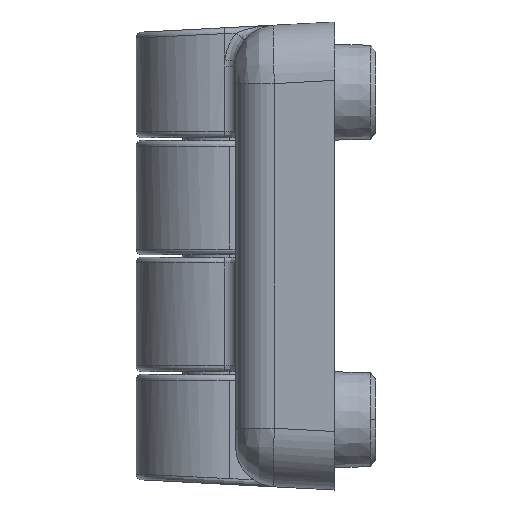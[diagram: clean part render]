
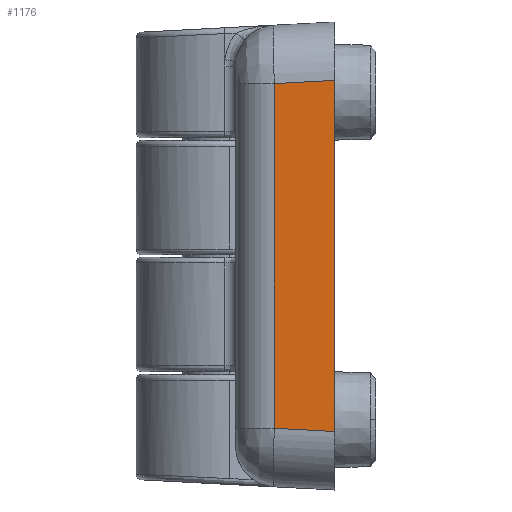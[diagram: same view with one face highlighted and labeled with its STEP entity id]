
A CAD part, left-side view. The second image highlights one B-rep face of the part: STEP entity #1176.
In plain terms, the highlighted planar face has unit normal (-0.999, 0.052, 0).
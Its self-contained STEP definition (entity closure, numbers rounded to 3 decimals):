
#1176=ADVANCED_FACE('NONE',(#2608),#2609,.T.);
#2608=FACE_OUTER_BOUND('',#6749,.T.);
#2609=PLANE('',#6750);
#6749=EDGE_LOOP('',(#12099,#12100,#12101,#12102));
#6750=AXIS2_PLACEMENT_3D('',#12103,#12104,#12105);
#12099=ORIENTED_EDGE('',*,*,#15275,.F.);
#12100=ORIENTED_EDGE('',*,*,#15218,.T.);
#12101=ORIENTED_EDGE('',*,*,#15277,.T.);
#12102=ORIENTED_EDGE('',*,*,#15182,.F.);
#12103=CARTESIAN_POINT('',(-63.5,0.534,-19.995));
#12104=DIRECTION('',(-0.999,0.052,0.));
#12105=DIRECTION('',(0.,0.0,1.0));
#15182=EDGE_CURVE('NONE',#17506,#17510,#17511,.T.);
#15218=EDGE_CURVE('NONE',#17567,#17565,#17568,.T.);
#15275=EDGE_CURVE('NONE',#17567,#17506,#17663,.T.);
#15277=EDGE_CURVE('NONE',#17565,#17510,#17665,.T.);
#17506=VERTEX_POINT('NONE',#22696);
#17510=VERTEX_POINT('NONE',#22709);
#17511=LINE('',#22710,#22711);
#17565=VERTEX_POINT('NONE',#22973);
#17567=VERTEX_POINT('NONE',#22985);
#17568=LINE('',#22986,#22987);
#17663=LINE('',#23286,#23287);
#17665=LINE('',#23289,#23290);
#22696=CARTESIAN_POINT('',(-63.228,5.717,-14.73));
#22709=CARTESIAN_POINT('',(-63.228,5.717,14.74));
#22710=CARTESIAN_POINT('',(-63.228,5.717,-19.995));
#22711=VECTOR('',#27192,1000.0);
#22973=CARTESIAN_POINT('',(-63.5,0.534,15.012));
#22985=CARTESIAN_POINT('',(-63.5,0.534,-15.002));
#22986=CARTESIAN_POINT('',(-63.5,0.534,-19.995));
#22987=VECTOR('',#27218,1000.0);
#23286=CARTESIAN_POINT('',(-63.425,1.964,-14.927));
#23287=VECTOR('',#27302,1000.0);
#23289=CARTESIAN_POINT('',(-63.5,0.534,15.012));
#23290=VECTOR('',#27303,1000.0);
#27192=DIRECTION('',(0.,0.,1.0));
#27218=DIRECTION('',(0.0,0.,1.0));
#27302=DIRECTION('',(0.052,0.997,0.052));
#27303=DIRECTION('',(0.052,0.997,-0.052));
